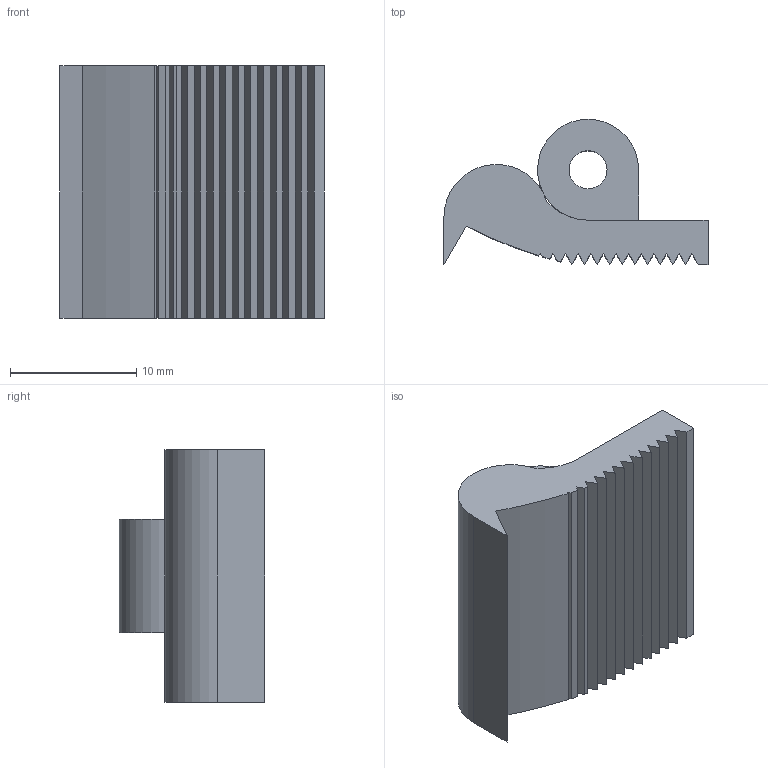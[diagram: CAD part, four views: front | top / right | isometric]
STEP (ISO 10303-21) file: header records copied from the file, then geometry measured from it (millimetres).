
FILE_DESCRIPTION(/* description */ (''),/* implementation_level */ '2;1');
FILE_NAME(/* name */ 'Nail.stp',/* time_stamp */ '2020-05-08T18:56:03+12:00',/* author */ ('Ajay Yadiki'),/* organization */ (''),/* preprocessor_version */ 'ST-DEVELOPER v18',/* originating_system */ 'Autodesk Inventor 2020',/* authorisation */ '');
FILE_SCHEMA (('AUTOMOTIVE_DESIGN { 1 0 10303 214 3 1 1 }'));
Length unit declared in the file: millimetre
Products named in the file (1): Nail
Bounding box: 20.91 x 11.5 x 20 mm (x, y, z)
Volume: 2125.3 mm3; surface area: 1861.4 mm2
Topology: 1 solids, 1 shells, 44 faces, 124 edges, 83 vertices
Faces by surface type: plane 36, cylinder 8
Full cylindrical faces by diameter (mm): 3 x1
Entity records: 1467 total; most frequent: CARTESIAN_POINT 253, ORIENTED_EDGE 250, DIRECTION 232, EDGE_CURVE 125, LINE 108, VECTOR 108, VERTEX_POINT 83, AXIS2_PLACEMENT_3D 62
